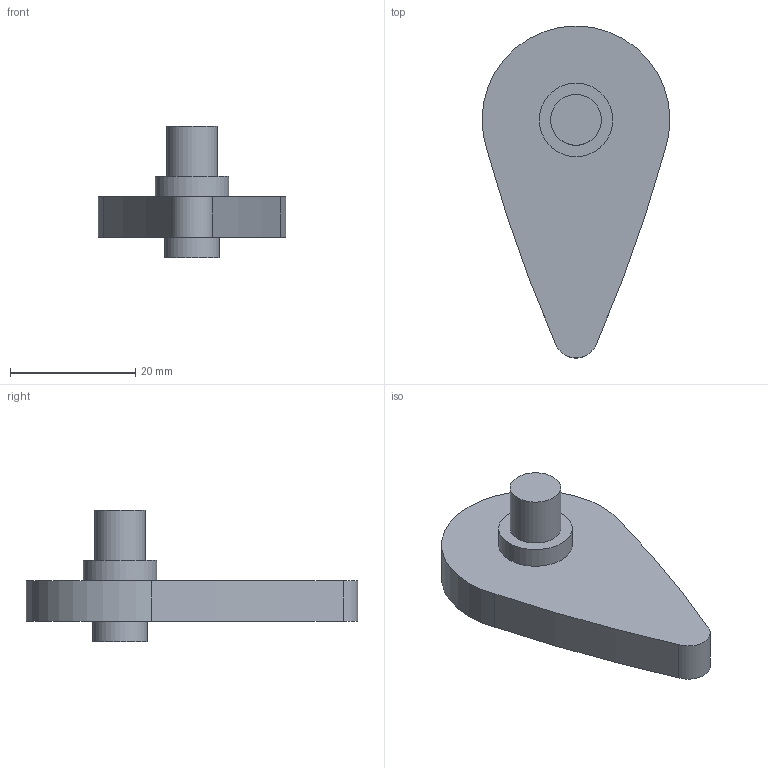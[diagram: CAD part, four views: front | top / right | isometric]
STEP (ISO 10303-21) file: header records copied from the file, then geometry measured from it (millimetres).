
FILE_DESCRIPTION(/* description */ (''),/* implementation_level */ '2;1');
FILE_NAME(/* name */ 'TDL-Cam.ipt.stp',/* time_stamp */ '2024-09-05T22:25:53+01:00',/* author */ ('thiba'),/* organization */ (''),/* preprocessor_version */ 'ST-DEVELOPER v20',/* originating_system */ 'Autodesk Inventor 2025',/* authorisation */ '');
FILE_SCHEMA (('AUTOMOTIVE_DESIGN { 1 0 10303 214 3 1 1 }'));
Length unit declared in the file: millimetre
Products named in the file (1): CRAv1B-CapstanSingle
Bounding box: 30 x 52.99 x 21 mm (x, y, z)
Volume: 7836.8 mm3; surface area: 3492.1 mm2
Topology: 1 solids, 1 shells, 15 faces, 64 edges, 102 vertices
Faces by surface type: cylinder 8, plane 7
Full cylindrical faces by diameter (mm): 8.1 x1, 8.741 x1, 11.741 x1
Entity records: 601 total; most frequent: CARTESIAN_POINT 145, DIRECTION 79, ORIENTED_EDGE 54, STYLED_ITEM 38, POLYLINE 35, AXIS2_PLACEMENT_3D 34, EDGE_CURVE 27, EDGE_LOOP 19
